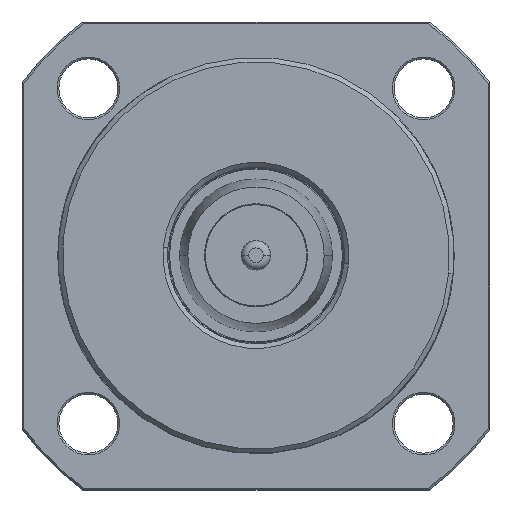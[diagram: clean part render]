
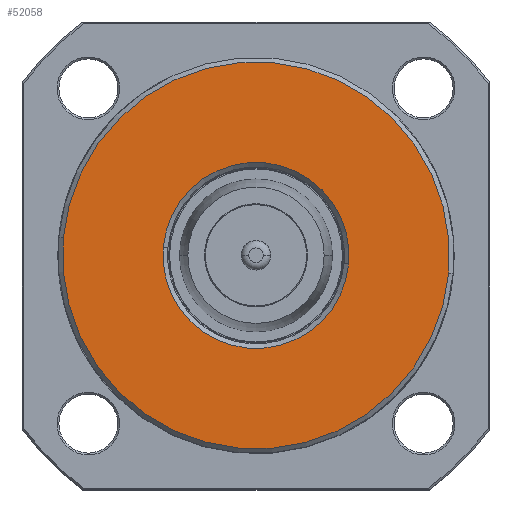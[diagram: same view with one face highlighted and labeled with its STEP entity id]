
A CAD part, top view. The second image highlights one B-rep face of the part: STEP entity #52058.
In plain terms, the highlighted planar face has unit normal (0, 0, 1).
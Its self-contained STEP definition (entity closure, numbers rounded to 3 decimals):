
#1719 = ORIENTED_EDGE ( 'NONE', *, *, #37333, .F. ) ;
#2405 = ORIENTED_EDGE ( 'NONE', *, *, #4645, .T. ) ;
#2624 = VERTEX_POINT ( 'NONE', #31435 ) ;
#3491 = AXIS2_PLACEMENT_3D ( 'NONE', #48170, #49234, #47831 ) ;
#4645 = EDGE_CURVE ( 'NONE', #51127, #62374, #45143, .T. ) ;
#6100 = CARTESIAN_POINT ( 'NONE',  ( 0., 0., 24.7 ) ) ;
#7018 = CARTESIAN_POINT ( 'NONE',  ( -5.029, 0.46, 24.7 ) ) ;
#16457 = CARTESIAN_POINT ( 'NONE',  ( -0.46, -5.029, 24.7 ) ) ;
#19036 = EDGE_CURVE ( 'NONE', #62374, #51127, #63747, .T. ) ;
#19192 = AXIS2_PLACEMENT_3D ( 'NONE', #20427, #64676, #24827 ) ;
#20427 = CARTESIAN_POINT ( 'NONE',  ( 0., 0., 24.7 ) ) ;
#24827 = DIRECTION ( 'NONE',  ( 0.996, -0.091, 0. ) ) ;
#26995 = FACE_OUTER_BOUND ( 'NONE', #43292, .T. ) ;
#31435 = CARTESIAN_POINT ( 'NONE',  ( -10.456, 0.956, 24.7 ) ) ;
#32829 = DIRECTION ( 'NONE',  ( -0.996, 0.091, 0. ) ) ;
#33793 = DIRECTION ( 'NONE',  ( 0., 0., -1. ) ) ;
#37333 = EDGE_CURVE ( 'NONE', #2624, #53591, #67692, .T. ) ;
#37769 = DIRECTION ( 'NONE',  ( 0., 0., -1. ) ) ;
#39207 = CARTESIAN_POINT ( 'NONE',  ( 0., 0., 24.7 ) ) ;
#41486 = AXIS2_PLACEMENT_3D ( 'NONE', #6100, #37769, #54415 ) ;
#43292 = EDGE_LOOP ( 'NONE', ( #46490, #1719 ) ) ;
#45143 = CIRCLE ( 'NONE', #64782, 5.05 ) ;
#46490 = ORIENTED_EDGE ( 'NONE', *, *, #54689, .F. ) ;
#47831 = DIRECTION ( 'NONE',  ( 0.996, -0.091, 0. ) ) ;
#48170 = CARTESIAN_POINT ( 'NONE',  ( 0., 0., 24.7 ) ) ;
#49234 = DIRECTION ( 'NONE',  ( 0., 0., -1. ) ) ;
#51127 = VERTEX_POINT ( 'NONE', #7018 ) ;
#52058 = ADVANCED_FACE ( 'NONE', ( #55250, #26995 ), #53827, .T. ) ;
#52478 = CARTESIAN_POINT ( 'NONE',  ( 10.456, -0.956, 24.7 ) ) ;
#53591 = VERTEX_POINT ( 'NONE', #52478 ) ;
#53827 = PLANE ( 'NONE',  #68078 ) ;
#54415 = DIRECTION ( 'NONE',  ( 0.996, -0.091, 0. ) ) ;
#54689 = EDGE_CURVE ( 'NONE', #53591, #2624, #71566, .T. ) ;
#55168 = EDGE_LOOP ( 'NONE', ( #2405, #68119 ) ) ;
#55250 = FACE_BOUND ( 'NONE', #55168, .T. ) ;
#57770 = CARTESIAN_POINT ( 'NONE',  ( 5.029, -0.46, 24.7 ) ) ;
#59622 = DIRECTION ( 'NONE',  ( 0., 0., 1. ) ) ;
#62374 = VERTEX_POINT ( 'NONE', #57770 ) ;
#63747 = CIRCLE ( 'NONE', #3491, 5.05 ) ;
#64676 = DIRECTION ( 'NONE',  ( 0., 0., -1. ) ) ;
#64782 = AXIS2_PLACEMENT_3D ( 'NONE', #39207, #33793, #67468 ) ;
#67468 = DIRECTION ( 'NONE',  ( 0.996, -0.091, 0. ) ) ;
#67692 = CIRCLE ( 'NONE', #19192, 10.5 ) ;
#68078 = AXIS2_PLACEMENT_3D ( 'NONE', #16457, #59622, #32829 ) ;
#68119 = ORIENTED_EDGE ( 'NONE', *, *, #19036, .T. ) ;
#71566 = CIRCLE ( 'NONE', #41486, 10.5 ) ;
